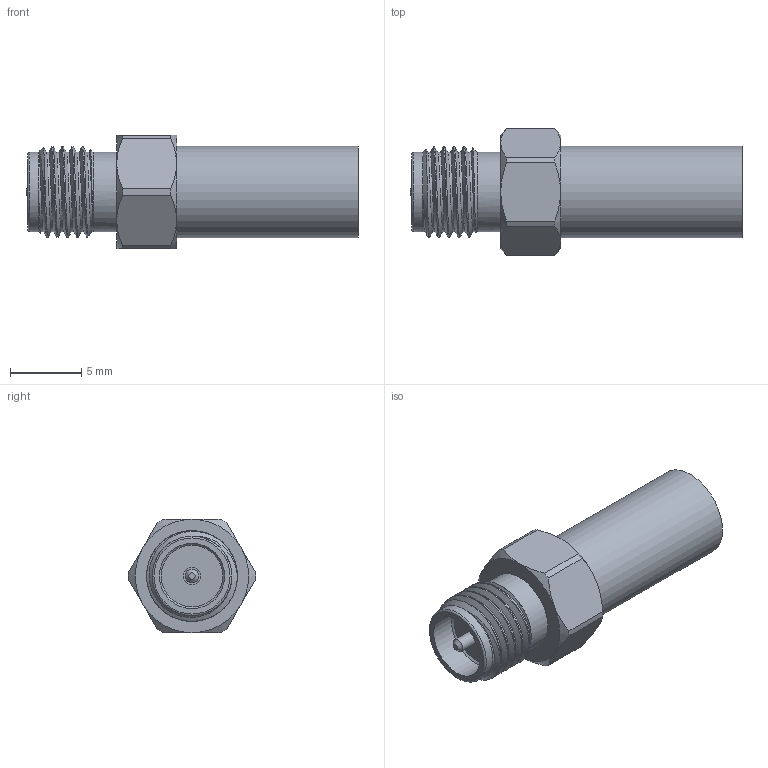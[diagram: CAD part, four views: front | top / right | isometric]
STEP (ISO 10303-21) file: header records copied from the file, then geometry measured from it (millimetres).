
FILE_DESCRIPTION (( 'STEP AP203' ), '1' );
FILE_NAME ('PE4795_3D.step', '2021-02-17T20:47:23', ( '' ), ( '' ), 'SwSTEP 2.0', 'SolidWorks 2018', '' );
FILE_SCHEMA (( 'CONFIG_CONTROL_DESIGN' ));
Length unit declared in the file: inch
Products named in the file (1): PE4795_3D
Bounding box: 23.24 x 8.92 x 7.94 mm (x, y, z)
Volume: 527.7 mm3; surface area: 1049.4 mm2
Topology: 2 solids, 2 shells, 53 faces, 112 edges, 69 vertices
Faces by surface type: cone 17, plane 16, cylinder 16, bspline 3, torus 1
Full cylindrical faces by diameter (mm): 0.94 x1, 1.194 x1, 3.28 x1, 4.55 x1, 4.572 x1, 5.4 x1, 5.582 x2, 6.4 x1
Entity records: 2575 total; most frequent: CARTESIAN_POINT 1483, DIRECTION 206, ORIENTED_EDGE 190, AXIS2_PLACEMENT_3D 97, EDGE_CURVE 95, EDGE_LOOP 74, VERTEX_POINT 65, FACE_OUTER_BOUND 63
